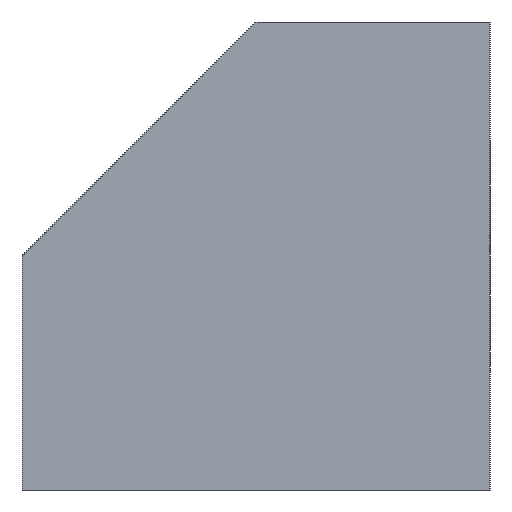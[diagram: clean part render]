
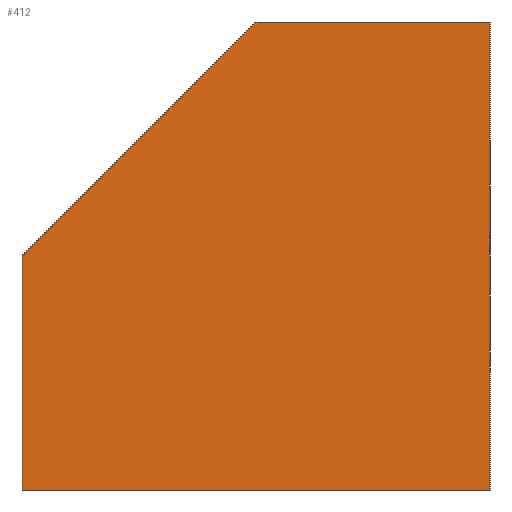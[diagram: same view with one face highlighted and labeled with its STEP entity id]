
A CAD part, left-side view. The second image highlights one B-rep face of the part: STEP entity #412.
In plain terms, the highlighted planar face has unit normal (-1, 0, 0).
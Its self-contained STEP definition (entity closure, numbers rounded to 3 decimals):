
#4 = VECTOR ( 'NONE', #34, 1000. ) ;
#11 = EDGE_CURVE ( 'NONE', #189, #16, #390, .T. ) ;
#15 = VERTEX_POINT ( 'NONE', #147 ) ;
#16 = VERTEX_POINT ( 'NONE', #145 ) ;
#30 = CARTESIAN_POINT ( 'NONE',  ( 0., 28., -14. ) ) ;
#34 = DIRECTION ( 'NONE',  ( 0., 0., 1. ) ) ;
#44 = DIRECTION ( 'NONE',  ( 0., 0., -1. ) ) ;
#50 = EDGE_CURVE ( 'NONE', #15, #103, #370, .T. ) ;
#65 = ORIENTED_EDGE ( 'NONE', *, *, #271, .F. ) ;
#89 = ORIENTED_EDGE ( 'NONE', *, *, #422, .F. ) ;
#91 = ORIENTED_EDGE ( 'NONE', *, *, #11, .F. ) ;
#103 = VERTEX_POINT ( 'NONE', #270 ) ;
#115 = LINE ( 'NONE', #483, #4 ) ;
#117 = EDGE_LOOP ( 'NONE', ( #91, #345, #65, #294, #89 ) ) ;
#129 = LINE ( 'NONE', #373, #253 ) ;
#132 = VERTEX_POINT ( 'NONE', #30 ) ;
#134 = DIRECTION ( 'NONE',  ( 0., 0., -1. ) ) ;
#136 = EDGE_CURVE ( 'NONE', #132, #189, #199, .T. ) ;
#145 = CARTESIAN_POINT ( 'NONE',  ( 0., 0., 0. ) ) ;
#147 = CARTESIAN_POINT ( 'NONE',  ( 0., 0., -28. ) ) ;
#150 = AXIS2_PLACEMENT_3D ( 'NONE', #215, #280, #134 ) ;
#157 = CARTESIAN_POINT ( 'NONE',  ( 0., 14., 0. ) ) ;
#180 = VECTOR ( 'NONE', #434, 1000. ) ;
#189 = VERTEX_POINT ( 'NONE', #485 ) ;
#199 = LINE ( 'NONE', #157, #403 ) ;
#215 = CARTESIAN_POINT ( 'NONE',  ( 0., 0., 0. ) ) ;
#244 = VECTOR ( 'NONE', #260, 1000. ) ;
#253 = VECTOR ( 'NONE', #44, 1000. ) ;
#260 = DIRECTION ( 'NONE',  ( 0., -1., 0. ) ) ;
#270 = CARTESIAN_POINT ( 'NONE',  ( 0., 28., -28. ) ) ;
#271 = EDGE_CURVE ( 'NONE', #103, #132, #115, .T. ) ;
#280 = DIRECTION ( 'NONE',  ( 1., 0., 0. ) ) ;
#294 = ORIENTED_EDGE ( 'NONE', *, *, #50, .F. ) ;
#345 = ORIENTED_EDGE ( 'NONE', *, *, #136, .F. ) ;
#370 = LINE ( 'NONE', #394, #180 ) ;
#373 = CARTESIAN_POINT ( 'NONE',  ( 0., 0., 0. ) ) ;
#387 = CARTESIAN_POINT ( 'NONE',  ( 0., 0., 0. ) ) ;
#390 = LINE ( 'NONE', #387, #244 ) ;
#394 = CARTESIAN_POINT ( 'NONE',  ( 0., 0., -28. ) ) ;
#403 = VECTOR ( 'NONE', #474, 1000. ) ;
#412 = ADVANCED_FACE ( 'NONE', ( #455 ), #539, .F. ) ;
#422 = EDGE_CURVE ( 'NONE', #16, #15, #129, .T. ) ;
#434 = DIRECTION ( 'NONE',  ( 0., 1., 0. ) ) ;
#455 = FACE_OUTER_BOUND ( 'NONE', #117, .T. ) ;
#474 = DIRECTION ( 'NONE',  ( 0., -0.707, 0.707 ) ) ;
#483 = CARTESIAN_POINT ( 'NONE',  ( 0., 28., -28. ) ) ;
#485 = CARTESIAN_POINT ( 'NONE',  ( 0., 14., 0. ) ) ;
#539 = PLANE ( 'NONE',  #150 ) ;
